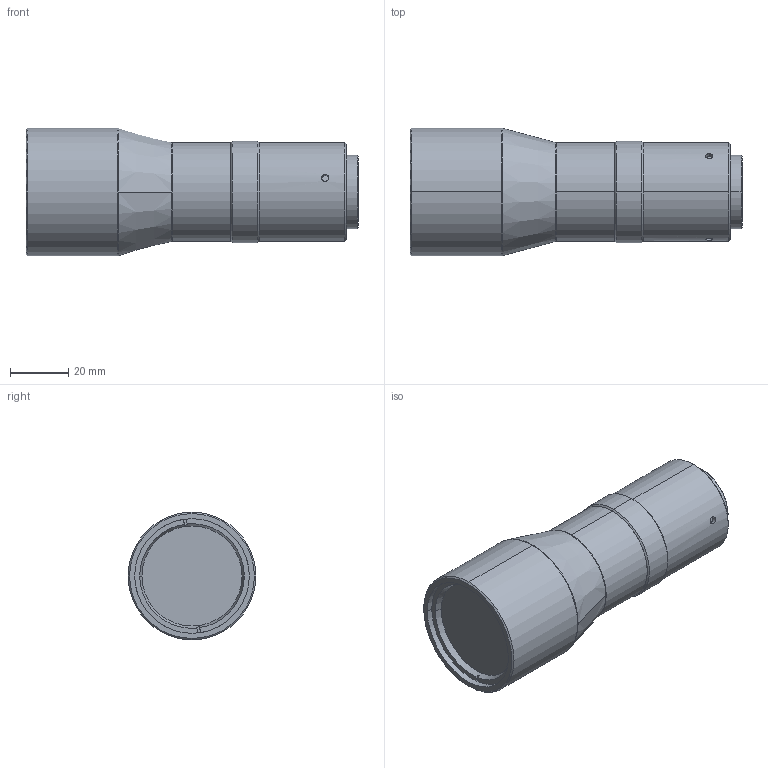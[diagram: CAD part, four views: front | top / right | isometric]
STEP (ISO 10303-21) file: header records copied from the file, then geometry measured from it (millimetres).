
FILE_DESCRIPTION (( 'STEP AP203' ), '1' );
FILE_NAME ('DTCM118-26.STEP', '2019-11-13T07:59:11', ( 'Windows 蚚誧' ), ( '' ), 'SwSTEP 2.0', 'SolidWorks 2017', '' );
FILE_SCHEMA (( 'CONFIG_CONTROL_DESIGN' ));
Length unit declared in the file: millimetre
Products named in the file (1): DTCM118-26
Bounding box: 114.4 x 44 x 44 mm (x, y, z)
Volume: 122417.8 mm3; surface area: 16615.8 mm2
Topology: 1 solids, 1 shells, 65 faces, 144 edges, 90 vertices
Faces by surface type: cone 23, cylinder 22, plane 16, bspline 4
Entity records: 2145 total; most frequent: CARTESIAN_POINT 624, DIRECTION 318, ORIENTED_EDGE 288, EDGE_CURVE 144, AXIS2_PLACEMENT_3D 132, VERTEX_POINT 90, EDGE_LOOP 74, CIRCLE 70
